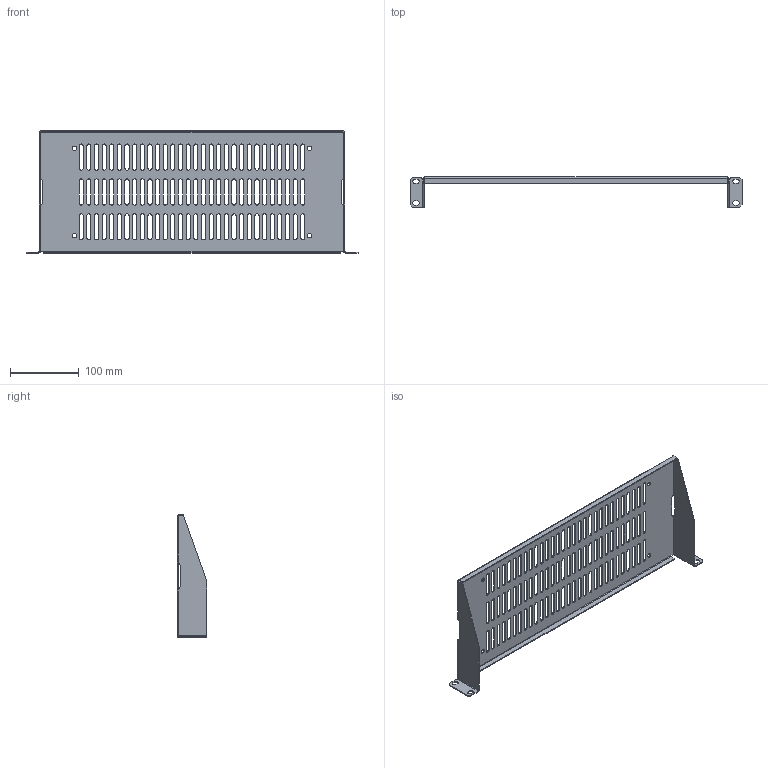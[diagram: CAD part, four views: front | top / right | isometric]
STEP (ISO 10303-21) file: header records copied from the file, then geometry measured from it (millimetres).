
FILE_DESCRIPTION (( 'STEP AP214' ), '1' );
FILE_NAME ('RASV190107UBK1_REV4.STEP', '2023-07-26T10:46:59', ( '' ), ( '' ), 'SwSTEP 2.0', 'SolidWorks 2021', '' );
FILE_SCHEMA (( 'AUTOMOTIVE_DESIGN' ));
Length unit declared in the file: inch
Products named in the file (1): RASV190107UBK1_REV4
Bounding box: 483.15 x 43.64 x 177.8 mm (x, y, z)
Volume: 113028.2 mm3; surface area: 169373.9 mm2
Topology: 1 solids, 1 shells, 463 faces, 1379 edges, 914 vertices
Faces by surface type: plane 247, cylinder 216
Full cylindrical faces by diameter (mm): 6.35 x4
Entity records: 16001 total; most frequent: CARTESIAN_POINT 2757, ORIENTED_EDGE 2742, DIRECTION 2727, EDGE_CURVE 1371, VECTOR 935, LINE 935, VERTEX_POINT 910, AXIS2_PLACEMENT_3D 896
